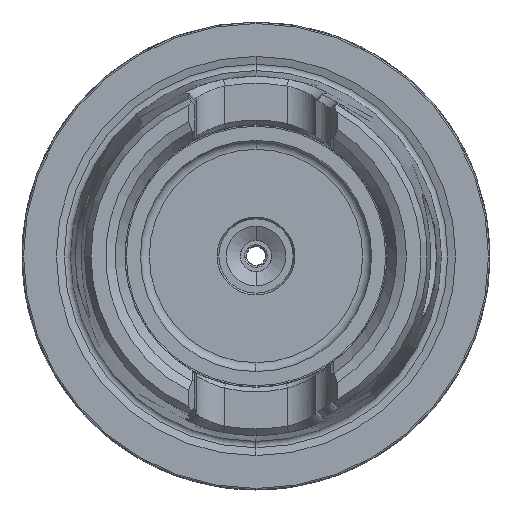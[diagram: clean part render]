
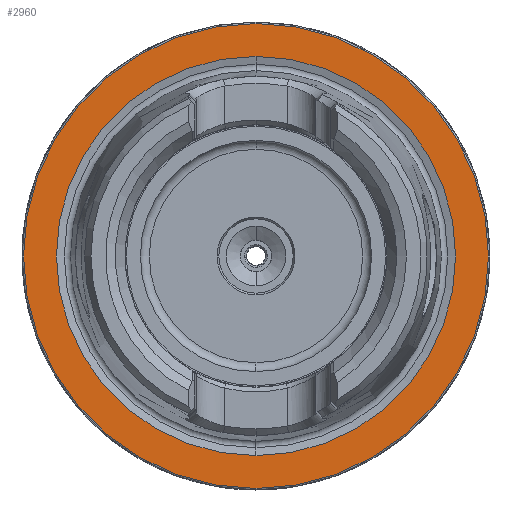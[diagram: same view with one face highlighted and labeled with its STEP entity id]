
A CAD part, left-side view. The second image highlights one B-rep face of the part: STEP entity #2960.
In plain terms, the highlighted planar face has unit normal (-1, 0, 0).
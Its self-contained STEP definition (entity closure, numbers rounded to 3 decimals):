
#267 = CARTESIAN_POINT ( 'NONE',  ( 0., 0., 26.85 ) ) ;
#514 = DIRECTION ( 'NONE',  ( -1., 0., 0. ) ) ;
#790 = CARTESIAN_POINT ( 'NONE',  ( 0., 0., -26.85 ) ) ;
#1027 = VERTEX_POINT ( 'NONE', #790 ) ;
#1386 = CARTESIAN_POINT ( 'NONE',  ( 0., 0., 0. ) ) ;
#1447 = FACE_OUTER_BOUND ( 'NONE', #8721, .T. ) ;
#1532 = CARTESIAN_POINT ( 'NONE',  ( 0., 0., 31.275 ) ) ;
#1571 = DIRECTION ( 'NONE',  ( 0., 0., -1. ) ) ;
#1823 = DIRECTION ( 'NONE',  ( 1., 0., 0. ) ) ;
#2265 = EDGE_LOOP ( 'NONE', ( #10591, #5217 ) ) ;
#2706 = AXIS2_PLACEMENT_3D ( 'NONE', #4241, #10201, #5064 ) ;
#2960 = ADVANCED_FACE ( 'NONE', ( #10644, #1447 ), #6308, .F. ) ;
#3022 = EDGE_CURVE ( 'NONE', #4111, #1027, #7585, .T. ) ;
#3475 = AXIS2_PLACEMENT_3D ( 'NONE', #1386, #514, #9869 ) ;
#3481 = AXIS2_PLACEMENT_3D ( 'NONE', #5576, #5551, #5537 ) ;
#3509 = VERTEX_POINT ( 'NONE', #1532 ) ;
#4111 = VERTEX_POINT ( 'NONE', #267 ) ;
#4149 = EDGE_CURVE ( 'NONE', #3509, #9270, #11141, .T. ) ;
#4241 = CARTESIAN_POINT ( 'NONE',  ( 0., 0., 0. ) ) ;
#4770 = EDGE_CURVE ( 'NONE', #9270, #3509, #7874, .T. ) ;
#5064 = DIRECTION ( 'NONE',  ( 0., 0., 1. ) ) ;
#5217 = ORIENTED_EDGE ( 'NONE', *, *, #9485, .F. ) ;
#5537 = DIRECTION ( 'NONE',  ( 0., 0., 1. ) ) ;
#5551 = DIRECTION ( 'NONE',  ( -1., 0., 0. ) ) ;
#5576 = CARTESIAN_POINT ( 'NONE',  ( 0., 0., 0. ) ) ;
#5785 = ORIENTED_EDGE ( 'NONE', *, *, #4770, .T. ) ;
#6146 = CARTESIAN_POINT ( 'NONE',  ( 0., 31.275, 0. ) ) ;
#6308 = PLANE ( 'NONE',  #10039 ) ;
#7181 = CIRCLE ( 'NONE', #2706, 26.85 ) ;
#7585 = CIRCLE ( 'NONE', #3475, 26.85 ) ;
#7874 = CIRCLE ( 'NONE', #3481, 31.275 ) ;
#8721 = EDGE_LOOP ( 'NONE', ( #9931, #5785 ) ) ;
#8726 = CARTESIAN_POINT ( 'NONE',  ( 0., 0., -31.275 ) ) ;
#9270 = VERTEX_POINT ( 'NONE', #8726 ) ;
#9485 = EDGE_CURVE ( 'NONE', #1027, #4111, #7181, .T. ) ;
#9682 = AXIS2_PLACEMENT_3D ( 'NONE', #10273, #10228, #10188 ) ;
#9869 = DIRECTION ( 'NONE',  ( 0., 0., 1. ) ) ;
#9931 = ORIENTED_EDGE ( 'NONE', *, *, #4149, .T. ) ;
#10039 = AXIS2_PLACEMENT_3D ( 'NONE', #6146, #1823, #1571 ) ;
#10188 = DIRECTION ( 'NONE',  ( 0., 0., 1. ) ) ;
#10201 = DIRECTION ( 'NONE',  ( -1., 0., 0. ) ) ;
#10228 = DIRECTION ( 'NONE',  ( -1., 0., 0. ) ) ;
#10273 = CARTESIAN_POINT ( 'NONE',  ( 0., 0., 0. ) ) ;
#10591 = ORIENTED_EDGE ( 'NONE', *, *, #3022, .F. ) ;
#10644 = FACE_BOUND ( 'NONE', #2265, .T. ) ;
#11141 = CIRCLE ( 'NONE', #9682, 31.275 ) ;
